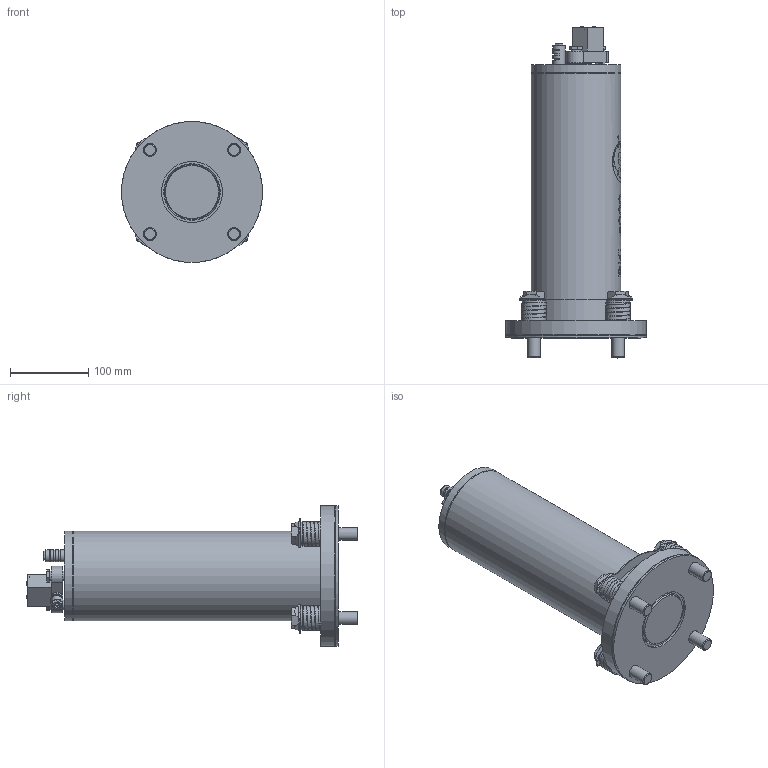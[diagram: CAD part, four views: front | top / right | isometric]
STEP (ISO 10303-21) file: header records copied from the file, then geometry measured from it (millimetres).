
FILE_DESCRIPTION (( 'STEP AP214' ), '1' );
FILE_NAME ('PKL 5000 ST.STEP', '2015-04-13T14:22:15', ( 'Netter' ), ( 'Microsoft' ), 'SwSTEP 2.0', 'SolidWorks 2015', '' );
FILE_SCHEMA (( 'AUTOMOTIVE_DESIGN' ));
Length unit declared in the file: millimetre
Products named in the file (1): PKL 5000 ST
Bounding box: 180 x 424 x 180 mm (x, y, z)
Volume: 4118847.9 mm3; surface area: 369953.2 mm2
Topology: 20 solids, 20 shells, 847 faces, 2041 edges, 1285 vertices
Faces by surface type: plane 298, cylinder 234, bspline 214, cone 78, torus 17, sphere 6
Full cylindrical faces by diameter (mm): 1.5 x1, 3 x1, 3.5 x5, 4 x5, 4.2 x6, 4.5 x2, 5 x2, 8 x2, 8.566 x4, 8.94 x2, 9.6 x4, 9.73 x3, 10 x2, 15.5 x1, 16 x4, 17 x28, 30 x4, 34.4 x1, 38.5 x1, 40 x1, 41.5 x1, 42 x1, 69 x1, 70 x1, 72 x1, 78 x1, 108.2 x1, 114.3 x2, 180 x2
Entity records: 52318 total; most frequent: CARTESIAN_POINT 35102, ORIENTED_EDGE 3644, DIRECTION 2864, EDGE_CURVE 1822, VERTEX_POINT 1210, AXIS2_PLACEMENT_3D 1114, EDGE_LOOP 1060, FACE_OUTER_BOUND 916
